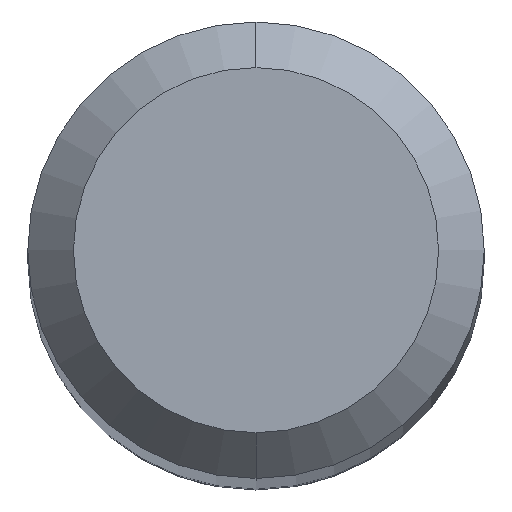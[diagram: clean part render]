
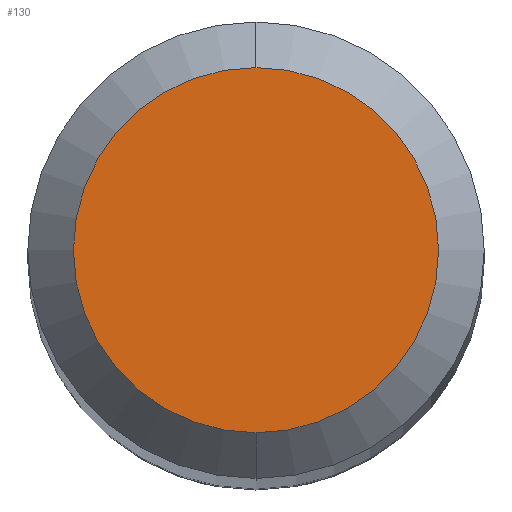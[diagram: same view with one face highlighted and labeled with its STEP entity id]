
A CAD part, top view. The second image highlights one B-rep face of the part: STEP entity #130.
In plain terms, the highlighted planar face has unit normal (0, 0, 1).
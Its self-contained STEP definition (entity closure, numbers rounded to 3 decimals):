
#130=ADVANCED_FACE('',(#268),#269,.T.);
#152=VERTEX_POINT('',#294);
#160=EDGE_CURVE('',#152,#186,#302,.T.);
#180=EDGE_CURVE('',#186,#152,#325,.T.);
#186=VERTEX_POINT('',#332);
#268=FACE_OUTER_BOUND('',#419,.T.);
#269=PLANE('',#420);
#294=CARTESIAN_POINT('',(0.,-1.2,0.0));
#302=CIRCLE('',#459,1.2);
#325=CIRCLE('',#491,1.2);
#332=CARTESIAN_POINT('',(0.0,1.2,0.0));
#419=EDGE_LOOP('',(#576,#577));
#420=AXIS2_PLACEMENT_3D('',#578,#579,#580);
#459=AXIS2_PLACEMENT_3D('',#619,#620,#621);
#491=AXIS2_PLACEMENT_3D('',#660,#661,#662);
#576=ORIENTED_EDGE('',*,*,#180,.F.);
#577=ORIENTED_EDGE('',*,*,#160,.F.);
#578=CARTESIAN_POINT('',(0.0,0.6,0.0));
#579=DIRECTION('',(-0.0,0.0,1.0));
#580=DIRECTION('',(0.0,-1.0,0.0));
#619=CARTESIAN_POINT('',(0.0,0.0,0.0));
#620=DIRECTION('',(0.0,0.0,-1.0));
#621=DIRECTION('',(0.0,1.0,0.0));
#660=CARTESIAN_POINT('',(0.0,0.0,0.0));
#661=DIRECTION('',(0.0,0.0,-1.0));
#662=DIRECTION('',(0.0,1.0,0.0));
